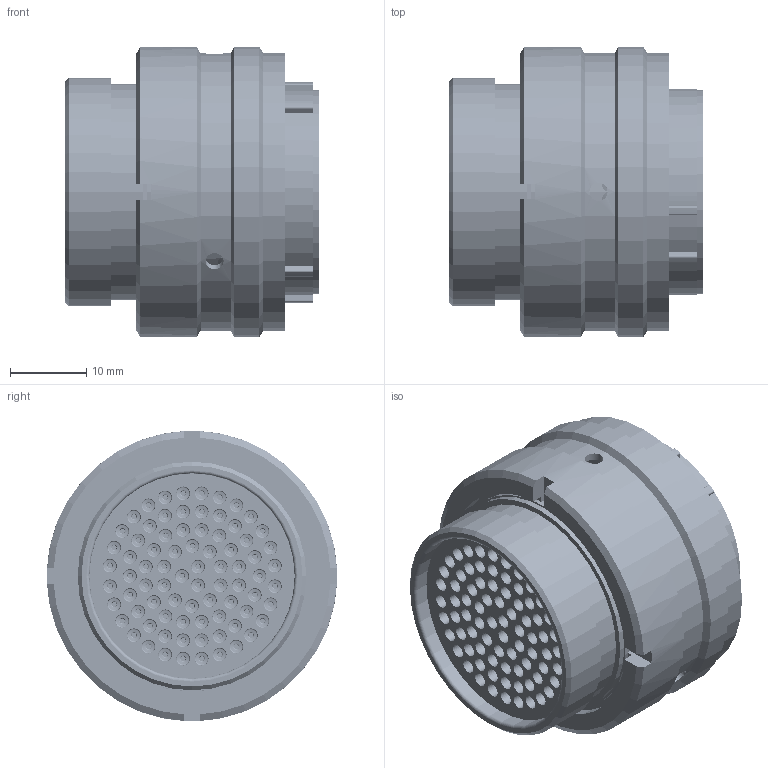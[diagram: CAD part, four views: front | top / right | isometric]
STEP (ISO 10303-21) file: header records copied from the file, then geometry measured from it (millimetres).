
FILE_DESCRIPTION (( 'STEP AP214' ), '1' );
FILE_NAME ('AS620-35PB.STEP', '2022-05-30T15:30:07', ( '' ), ( '' ), 'SwSTEP 2.0', 'SolidWorks 2020', '' );
FILE_SCHEMA (( 'AUTOMOTIVE_DESIGN' ));
Length unit declared in the file: millimetre
Products named in the file (1): AS620-35PB
Bounding box: 33.37 x 38.1 x 38.1 mm (x, y, z)
Volume: 17179.1 mm3; surface area: 21971.2 mm2
Topology: 166 solids, 166 shells, 4760 faces, 10628 edges, 6448 vertices
Faces by surface type: cylinder 1634, torus 1430, plane 1039, cone 644, bspline 9, sphere 4
Entity records: 195278 total; most frequent: CARTESIAN_POINT 34132, DIRECTION 24133, ORIENTED_EDGE 21232, AXIS2_PLACEMENT_3D 10805, EDGE_CURVE 10616, VERTEX_POINT 6442, CIRCLE 6055, EDGE_LOOP 5498
